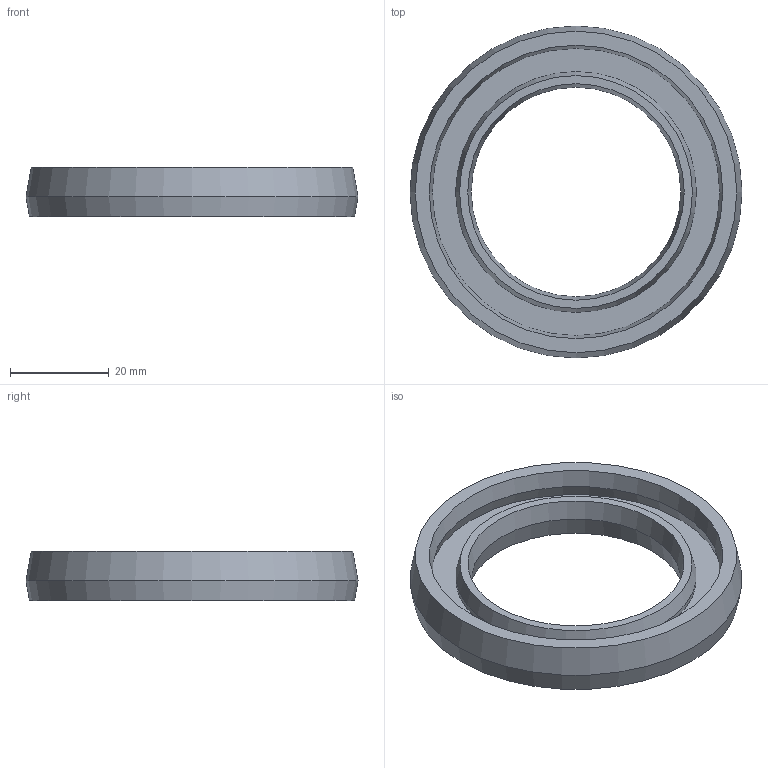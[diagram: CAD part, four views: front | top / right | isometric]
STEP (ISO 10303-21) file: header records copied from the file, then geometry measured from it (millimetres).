
FILE_DESCRIPTION(/* description */ ('Dämpfungsring 60'),/* implementation_level */ '2;1');
FILE_NAME(/* name */ '413522301 Dämpfungsring 60.stp',/* time_stamp */ '2020-07-24T10:47:21+02:00',/* author */ ('wheldmann'),/* organization */ (''),/* preprocessor_version */ 'ST-DEVELOPER v17.2',/* originating_system */ 'Autodesk Inventor 2019',/* authorisation */ ' ');
FILE_SCHEMA (('AUTOMOTIVE_DESIGN { 1 0 10303 214 3 1 1 }'));
Length unit declared in the file: millimetre
Products named in the file (1): 413522301
Bounding box: 67.3 x 67.3 x 10 mm (x, y, z)
Volume: 13844 mm3; surface area: 8587.5 mm2
Topology: 1 solids, 1 shells, 12 faces, 29 edges, 21 vertices
Faces by surface type: cone 7, plane 4, cylinder 1
Full cylindrical faces by diameter (mm): 48.8 x1
Entity records: 419 total; most frequent: DIRECTION 76, CARTESIAN_POINT 63, ORIENTED_EDGE 58, AXIS2_PLACEMENT_3D 34, EDGE_CURVE 29, CIRCLE 21, VERTEX_POINT 21, EDGE_LOOP 16
